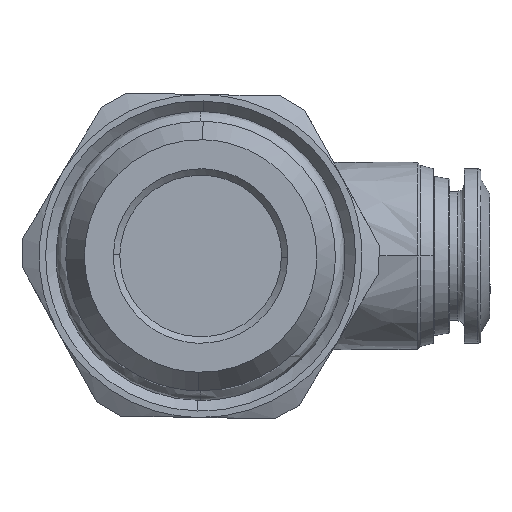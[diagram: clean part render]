
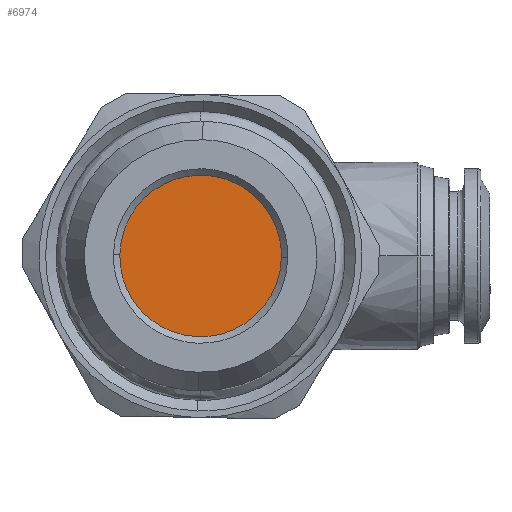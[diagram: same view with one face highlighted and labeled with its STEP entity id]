
A CAD part, left-side view. The second image highlights one B-rep face of the part: STEP entity #6974.
In plain terms, the highlighted free-form (B-spline) face has degree [1, 1] with [2, 2] control points.
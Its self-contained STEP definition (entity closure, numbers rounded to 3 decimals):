
#84 = CARTESIAN_POINT ( 'NONE',  ( -21.814, -2.083, -0.115 ) ) ;
#531 = VERTEX_POINT ( 'NONE', #9123 ) ;
#783 = CARTESIAN_POINT ( 'NONE',  ( -21.814, -2.083, -0.115 ) ) ;
#883 = CARTESIAN_POINT ( 'NONE',  ( -21.814, -2.15, 3.546 ) ) ;
#1203 = CARTESIAN_POINT ( 'NONE',  ( -21.814, 10.491, 6.325 ) ) ;
#1807 = B_SPLINE_SURFACE_WITH_KNOTS ( 'NONE', 1, 1, ( 
 ( #2730, #1203 ),
 ( #2694, #4096 ) ),
 .UNSPECIFIED., .F., .F., .F.,
 ( 2, 2 ),
 ( 2, 2 ),
 ( 0., 1. ),
 ( 0., 1. ),
 .UNSPECIFIED. ) ;
#2299 = CARTESIAN_POINT ( 'NONE',  ( -21.814, 10.644, -12.383 ) ) ;
#2359 = EDGE_LOOP ( 'NONE', ( #8001, #5780 ) ) ;
#2694 = CARTESIAN_POINT ( 'NONE',  ( -21.814, -2.159, -6.325 ) ) ;
#2730 = CARTESIAN_POINT ( 'NONE',  ( -21.814, -2.159, 6.325 ) ) ;
#3254 = EDGE_CURVE ( 'NONE', #6293, #531, #6710, .T. ) ;
#4096 = CARTESIAN_POINT ( 'NONE',  ( -21.814, 10.491, -6.325 ) ) ;
#4535 = CARTESIAN_POINT ( 'NONE',  ( -21.814, 4.051, 6.249 ) ) ;
#5780 = ORIENTED_EDGE ( 'NONE', *, *, #3254, .F. ) ;
#6180 = CARTESIAN_POINT ( 'NONE',  ( -21.814, 10.415, 0.115 ) ) ;
#6197 = EDGE_CURVE ( 'NONE', #531, #6293, #9207, .T. ) ;
#6293 = VERTEX_POINT ( 'NONE', #6180 ) ;
#6653 = CARTESIAN_POINT ( 'NONE',  ( -21.814, 10.348, 3.775 ) ) ;
#6710 =( BOUNDED_CURVE ( )  B_SPLINE_CURVE ( 3, ( #6757, #6653, #6723, #4535, #8287, #883, #84 ),
 .UNSPECIFIED., .F., .F. ) 
 B_SPLINE_CURVE_WITH_KNOTS ( ( 4, 3, 4 ),
 ( -3.142, -1.571, 0. ),
 .UNSPECIFIED. ) 
 CURVE ( )  GEOMETRIC_REPRESENTATION_ITEM ( )  RATIONAL_B_SPLINE_CURVE ( ( 1., 0.805, 0.805, 1., 0.805, 0.805, 1. ) ) 
 REPRESENTATION_ITEM ( '' )  );
#6723 = CARTESIAN_POINT ( 'NONE',  ( -21.814, 7.712, 6.316 ) ) ;
#6757 = CARTESIAN_POINT ( 'NONE',  ( -21.814, 10.415, 0.115 ) ) ;
#6974 = ADVANCED_FACE ( 'NONE', ( #9009 ), #1807, .F. ) ;
#7407 = CARTESIAN_POINT ( 'NONE',  ( -21.814, -1.853, -12.613 ) ) ;
#7449 = CARTESIAN_POINT ( 'NONE',  ( -21.814, 10.415, 0.115 ) ) ;
#8001 = ORIENTED_EDGE ( 'NONE', *, *, #6197, .F. ) ;
#8287 = CARTESIAN_POINT ( 'NONE',  ( -21.814, 0.391, 6.182 ) ) ;
#9009 = FACE_OUTER_BOUND ( 'NONE', #2359, .T. ) ;
#9123 = CARTESIAN_POINT ( 'NONE',  ( -21.814, -2.083, -0.115 ) ) ;
#9207 =( BOUNDED_CURVE ( )  B_SPLINE_CURVE ( 3, ( #783, #7407, #2299, #7449 ),
 .UNSPECIFIED., .F., .F. ) 
 B_SPLINE_CURVE_WITH_KNOTS ( ( 4, 4 ),
 ( -3.142, 0. ),
 .UNSPECIFIED. ) 
 CURVE ( )  GEOMETRIC_REPRESENTATION_ITEM ( )  RATIONAL_B_SPLINE_CURVE ( ( 1., 0.333, 0.333, 1. ) ) 
 REPRESENTATION_ITEM ( '' )  );
